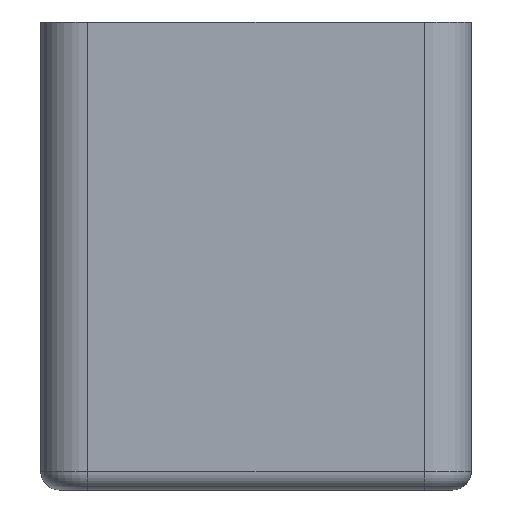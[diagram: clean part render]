
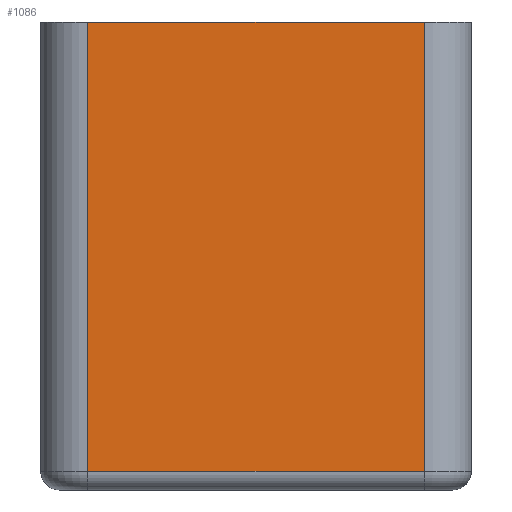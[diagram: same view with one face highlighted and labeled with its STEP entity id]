
A CAD part, front view. The second image highlights one B-rep face of the part: STEP entity #1086.
In plain terms, the highlighted planar face has unit normal (0, -1, 0).
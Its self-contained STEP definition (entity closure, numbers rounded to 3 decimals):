
#147=FACE_OUTER_BOUND('',#219,.T.);
#219=EDGE_LOOP('',(#996,#997,#998,#999));
#263=LINE('',#1617,#375);
#271=LINE('',#1640,#383);
#282=LINE('',#1684,#394);
#301=LINE('',#1728,#413);
#375=VECTOR('',#1304,10.);
#383=VECTOR('',#1324,10.);
#394=VECTOR('',#1361,10.);
#413=VECTOR('',#1404,10.);
#483=VERTEX_POINT('',#1605);
#486=VERTEX_POINT('',#1613);
#496=VERTEX_POINT('',#1639);
#513=VERTEX_POINT('',#1675);
#602=EDGE_CURVE('',#483,#486,#263,.T.);
#613=EDGE_CURVE('',#496,#486,#271,.T.);
#635=EDGE_CURVE('',#496,#513,#282,.T.);
#659=EDGE_CURVE('',#513,#483,#301,.T.);
#996=ORIENTED_EDGE('',*,*,#602,.F.);
#997=ORIENTED_EDGE('',*,*,#659,.F.);
#998=ORIENTED_EDGE('',*,*,#635,.F.);
#999=ORIENTED_EDGE('',*,*,#613,.T.);
#1032=PLANE('',#1194);
#1086=ADVANCED_FACE('',(#147),#1032,.T.);
#1194=AXIS2_PLACEMENT_3D('',#1803,#1495,#1496);
#1304=DIRECTION('',(0.,0.,1.));
#1324=DIRECTION('',(-1.,0.,0.));
#1361=DIRECTION('',(0.,0.,-1.));
#1404=DIRECTION('',(-1.,0.,0.));
#1495=DIRECTION('center_axis',(0.,-1.,0.));
#1496=DIRECTION('ref_axis',(1.,0.,0.));
#1605=CARTESIAN_POINT('',(2.,0.,2.));
#1613=CARTESIAN_POINT('',(2.,0.,50.));
#1617=CARTESIAN_POINT('',(2.,0.,0.));
#1639=CARTESIAN_POINT('',(38.,0.,50.));
#1640=CARTESIAN_POINT('',(0.,0.,50.));
#1675=CARTESIAN_POINT('',(38.,0.,2.));
#1684=CARTESIAN_POINT('',(38.,0.,0.));
#1728=CARTESIAN_POINT('',(10.,0.,2.));
#1803=CARTESIAN_POINT('Origin',(0.,0.,0.));
